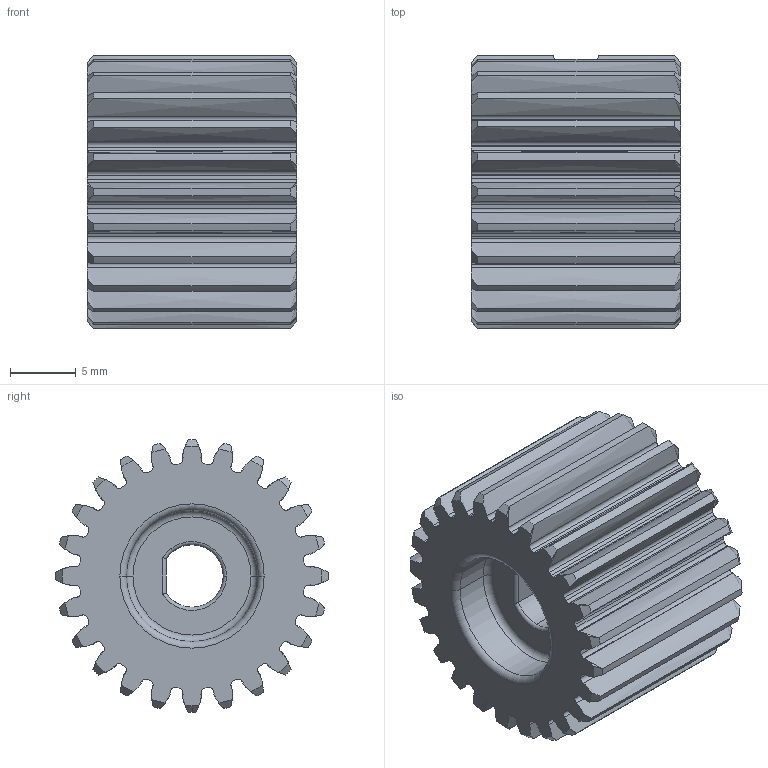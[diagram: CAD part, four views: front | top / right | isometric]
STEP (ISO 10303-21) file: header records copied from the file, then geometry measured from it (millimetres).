
FILE_DESCRIPTION (( 'STEP AP214' ), '1' );
FILE_NAME ('39300A_TXM-Linear Slide Gear.STEP', '2018-07-31T14:27:37', ( '' ), ( '' ), 'SwSTEP 2.0', 'SolidWorks 2016', '' );
FILE_SCHEMA (( 'AUTOMOTIVE_DESIGN' ));
Length unit declared in the file: millimetre
Products named in the file (1): 39300A_TXM-Linear Slide Gear
Bounding box: 16 x 20.8 x 20.8 mm (x, y, z)
Volume: 3779.5 mm3; surface area: 2809.5 mm2
Topology: 1 solids, 1 shells, 245 faces, 716 edges, 473 vertices
Faces by surface type: cylinder 128, cone 50, bspline 50, torus 11, plane 6
Entity records: 10404 total; most frequent: CARTESIAN_POINT 4141, ORIENTED_EDGE 1432, DIRECTION 1190, EDGE_CURVE 716, AXIS2_PLACEMENT_3D 502, VERTEX_POINT 473, CIRCLE 306, EDGE_LOOP 249
